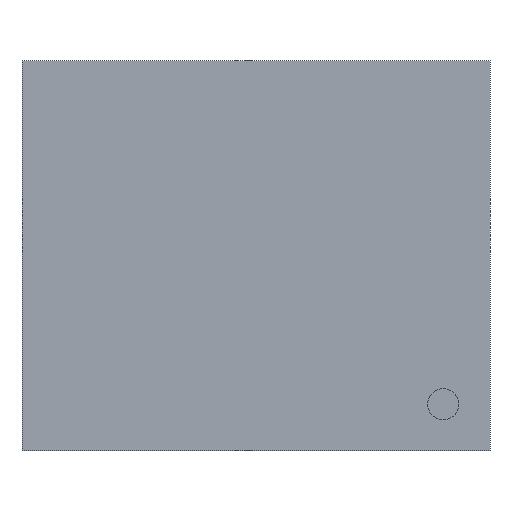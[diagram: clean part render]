
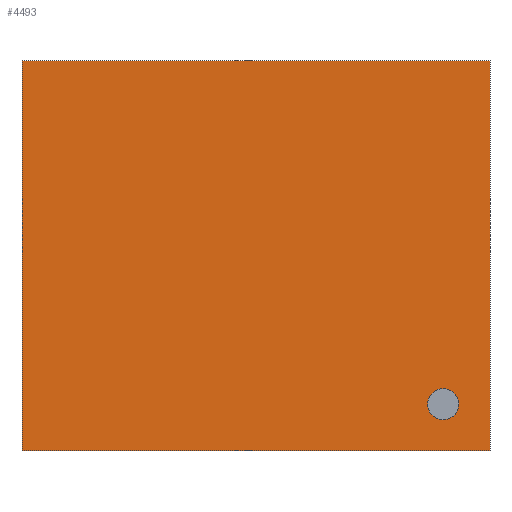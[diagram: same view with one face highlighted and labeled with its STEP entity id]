
A CAD part, front view. The second image highlights one B-rep face of the part: STEP entity #4493.
In plain terms, the highlighted planar face has unit normal (0, -1, 0).
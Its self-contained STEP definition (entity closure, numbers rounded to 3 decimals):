
#4331=VERTEX_POINT('NONE',#4332);
#4332=CARTESIAN_POINT('',(1.2,0.0,-0.85));
#4338=EDGE_CURVE('NONE',#4331,#4339,#4341,.T.);
#4339=VERTEX_POINT('NONE',#4340);
#4340=CARTESIAN_POINT('',(1.2,0.0,-1.05));
#4341=CIRCLE('',#4342,0.1);
#4342=AXIS2_PLACEMENT_3D('',#4343,#4344,#4345);
#4343=CARTESIAN_POINT('',(1.2,0.0,-0.95));
#4344=DIRECTION('',(0.0,-1.0,0.0));
#4345=DIRECTION('',(0.0,0.0,-1.0));
#4361=EDGE_CURVE('NONE',#4362,#4364,#4366,.T.);
#4362=VERTEX_POINT('NONE',#4363);
#4363=CARTESIAN_POINT('',(1.5,0.0,1.25));
#4364=VERTEX_POINT('NONE',#4365);
#4365=CARTESIAN_POINT('',(1.5,0.0,-1.25));
#4366=LINE('',#4367,#4368);
#4367=CARTESIAN_POINT('',(1.5,0.0,-1.25));
#4368=VECTOR('',#4369,1.0);
#4369=DIRECTION('',(0.,0.0,-1.0));
#4401=EDGE_CURVE('NONE',#4364,#4402,#4404,.T.);
#4402=VERTEX_POINT('NONE',#4403);
#4403=CARTESIAN_POINT('',(-1.5,0.0,-1.25));
#4404=LINE('',#4405,#4406);
#4405=CARTESIAN_POINT('',(-1.5,0.0,-1.25));
#4406=VECTOR('',#4407,1.0);
#4407=DIRECTION('',(-1.0,0.0,0.0));
#4432=EDGE_CURVE('NONE',#4402,#4433,#4435,.T.);
#4433=VERTEX_POINT('NONE',#4434);
#4434=CARTESIAN_POINT('',(-1.5,0.0,1.25));
#4435=LINE('',#4436,#4437);
#4436=CARTESIAN_POINT('',(-1.5,0.0,-1.25));
#4437=VECTOR('',#4438,1.0);
#4438=DIRECTION('',(0.,0.0,1.0));
#4463=EDGE_CURVE('NONE',#4433,#4362,#4464,.T.);
#4464=LINE('',#4465,#4466);
#4465=CARTESIAN_POINT('',(-1.5,0.0,1.25));
#4466=VECTOR('',#4467,1.0);
#4467=DIRECTION('',(1.0,0.0,0.0));
#4493=ADVANCED_FACE('NONE',(#4494,#4504),#4510,.F.);
#4494=FACE_BOUND('NONE',#4495,.T.);
#4495=EDGE_LOOP('',(#4496,#4503));
#4496=ORIENTED_EDGE('',*,*,#4497,.T.);
#4497=EDGE_CURVE('NONE',#4331,#4339,#4498,.F.);
#4498=CIRCLE('',#4499,0.1);
#4499=AXIS2_PLACEMENT_3D('',#4500,#4501,#4502);
#4500=CARTESIAN_POINT('',(1.2,0.0,-0.95));
#4501=DIRECTION('',(0.0,-1.0,0.0));
#4502=DIRECTION('',(0.0,0.0,-1.0));
#4503=ORIENTED_EDGE('',*,*,#4338,.F.);
#4504=FACE_BOUND('NONE',#4505,.T.);
#4505=EDGE_LOOP('',(#4506,#4507,#4508,#4509));
#4506=ORIENTED_EDGE('',*,*,#4361,.F.);
#4507=ORIENTED_EDGE('',*,*,#4463,.F.);
#4508=ORIENTED_EDGE('',*,*,#4432,.F.);
#4509=ORIENTED_EDGE('',*,*,#4401,.F.);
#4510=PLANE('',#4511);
#4511=AXIS2_PLACEMENT_3D('',#4512,#4513,#4514);
#4512=CARTESIAN_POINT('',(0.0,0.0,0.0));
#4513=DIRECTION('',(0.0,1.0,0.0));
#4514=DIRECTION('',(0.0,0.0,1.0));
